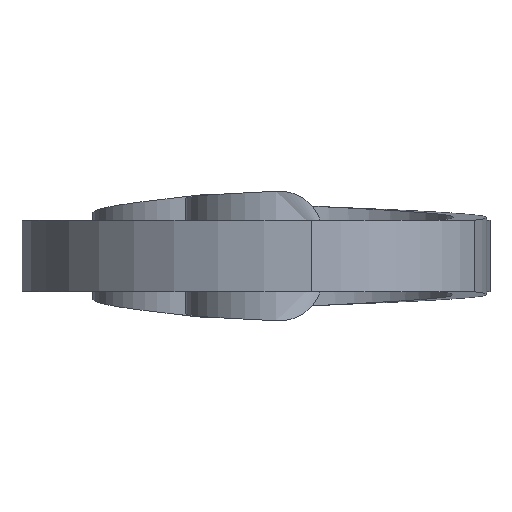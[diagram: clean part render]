
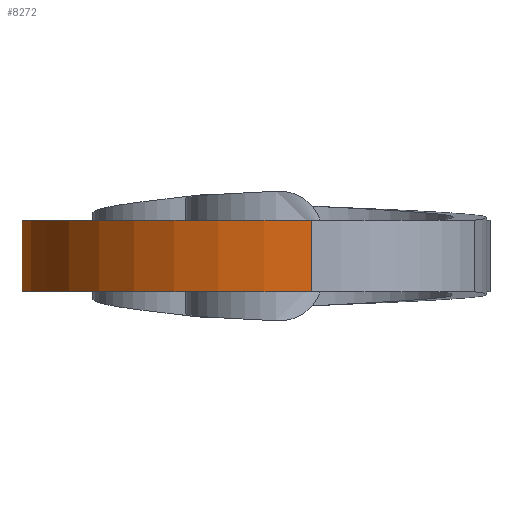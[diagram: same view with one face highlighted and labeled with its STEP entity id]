
A CAD part, front view. The second image highlights one B-rep face of the part: STEP entity #8272.
In plain terms, the highlighted cylindrical face has radius 65 mm (diameter 130 mm), a partial arc.
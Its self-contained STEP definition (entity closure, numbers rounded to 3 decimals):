
#187 = EDGE_CURVE ( 'NONE', #3655, #1155, #12403, .T. ) ;
#333 = AXIS2_PLACEMENT_3D ( 'NONE', #12384, #3690, #6675 ) ;
#384 = DIRECTION ( 'NONE',  ( 0., 0., 1. ) ) ;
#488 = CARTESIAN_POINT ( 'NONE',  ( -28.053, -14.202, 8. ) ) ;
#506 = CARTESIAN_POINT ( 'NONE',  ( 12.5, -65., 8. ) ) ;
#1155 = VERTEX_POINT ( 'NONE', #8844 ) ;
#2427 = EDGE_CURVE ( 'NONE', #1155, #11844, #10543, .T. ) ;
#3048 = AXIS2_PLACEMENT_3D ( 'NONE', #9242, #3465, #3548 ) ;
#3317 = ORIENTED_EDGE ( 'NONE', *, *, #4815, .F. ) ;
#3465 = DIRECTION ( 'NONE',  ( 0., 0., 1. ) ) ;
#3548 = DIRECTION ( 'NONE',  ( -0.624, 0.782, 0. ) ) ;
#3584 = CARTESIAN_POINT ( 'NONE',  ( -28.053, -14.202, -8. ) ) ;
#3655 = VERTEX_POINT ( 'NONE', #488 ) ;
#3690 = DIRECTION ( 'NONE',  ( 0., 0., 1. ) ) ;
#4815 = EDGE_CURVE ( 'NONE', #6545, #11844, #6176, .T. ) ;
#5317 = VECTOR ( 'NONE', #9726, 1000. ) ;
#5528 = EDGE_CURVE ( 'NONE', #3655, #6545, #5717, .T. ) ;
#5717 = CIRCLE ( 'NONE', #9439, 65. ) ;
#5877 = CARTESIAN_POINT ( 'NONE',  ( 12.5, -130., 8. ) ) ;
#6176 = LINE ( 'NONE', #10779, #10368 ) ;
#6545 = VERTEX_POINT ( 'NONE', #5877 ) ;
#6675 = DIRECTION ( 'NONE',  ( 1., 0., 0. ) ) ;
#6744 = ORIENTED_EDGE ( 'NONE', *, *, #187, .T. ) ;
#7096 = DIRECTION ( 'NONE',  ( -0.624, 0.782, 0. ) ) ;
#7342 = CYLINDRICAL_SURFACE ( 'NONE', #333, 65. ) ;
#7746 = CARTESIAN_POINT ( 'NONE',  ( 12.5, -130., -8. ) ) ;
#7981 = DIRECTION ( 'NONE',  ( 0., 0., -1. ) ) ;
#8272 = ADVANCED_FACE ( 'NONE', ( #9903 ), #7342, .T. ) ;
#8844 = CARTESIAN_POINT ( 'NONE',  ( -28.053, -14.202, -8. ) ) ;
#9242 = CARTESIAN_POINT ( 'NONE',  ( 12.5, -65., -8. ) ) ;
#9439 = AXIS2_PLACEMENT_3D ( 'NONE', #506, #384, #7096 ) ;
#9726 = DIRECTION ( 'NONE',  ( 0., 0., -1. ) ) ;
#9902 = ORIENTED_EDGE ( 'NONE', *, *, #5528, .F. ) ;
#9903 = FACE_OUTER_BOUND ( 'NONE', #10438, .T. ) ;
#10368 = VECTOR ( 'NONE', #7981, 1000. ) ;
#10438 = EDGE_LOOP ( 'NONE', ( #12274, #3317, #9902, #6744 ) ) ;
#10543 = CIRCLE ( 'NONE', #3048, 65. ) ;
#10779 = CARTESIAN_POINT ( 'NONE',  ( 12.5, -130., -8. ) ) ;
#11844 = VERTEX_POINT ( 'NONE', #7746 ) ;
#12274 = ORIENTED_EDGE ( 'NONE', *, *, #2427, .T. ) ;
#12384 = CARTESIAN_POINT ( 'NONE',  ( 12.5, -65., 0. ) ) ;
#12403 = LINE ( 'NONE', #3584, #5317 ) ;
